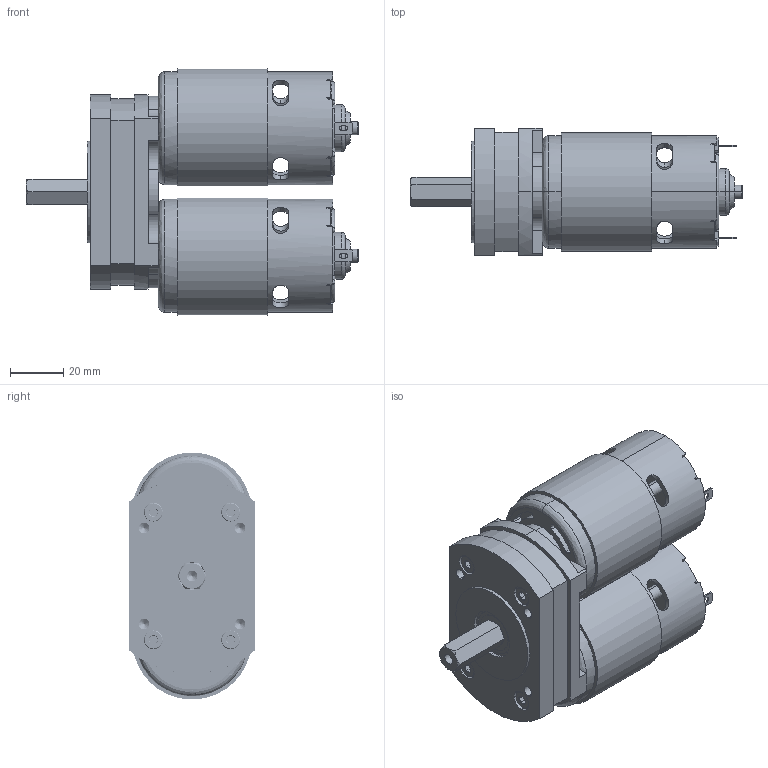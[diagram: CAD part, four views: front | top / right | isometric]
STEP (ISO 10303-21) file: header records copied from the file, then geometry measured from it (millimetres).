
FILE_DESCRIPTION (( 'STEP AP214' ), '1' );
FILE_NAME ('am-3986 Sport 2 Motor Gearbox With 375 Hex Shaft.STEP', '2019-01-08T21:40:52', ( '' ), ( '' ), 'SwSTEP 2.0', 'SolidWorks 2018', '' );
FILE_SCHEMA (( 'AUTOMOTIVE_DESIGN' ));
Length unit declared in the file: inch
Products named in the file (11): am-3986 Sport 2 Motor Gearbox With 375 Hex Shaft; 52T 0.7MOD .3125h; Motor plate; output plate; 775 RedLine; am-3784 - RS-700 Motor Pinion Gear; 608-2Z 8mm bearing McM 5972K501_5972K501; R6ZZ Bearing McM 60355K450_60355K45; Retaining Ring 375 McM 97633A170_97633A170_grv; SHCS M4-0.7 x 25 - McM 91290A176_91290A176; am-3989 2 Motor Sport 375 Hex Output Shaft
Assembly tree (15 placements, depth 2):
  am-3986 Sport 2 Motor Gearbox With 375 Hex Shaft
    52T 0.7MOD .3125h
    Motor plate
    output plate
    775 RedLine  x2
    am-3784 - RS-700 Motor Pinion Gear  x2
    608-2Z 8mm bearing McM 5972K501_5972K501
    R6ZZ Bearing McM 60355K450_60355K45
    Retaining Ring 375 McM 97633A170_97633A170_grv
    SHCS M4-0.7 x 25 - McM 91290A176_91290A176  x4
    am-3989 2 Motor Sport 375 Hex Output Shaft
Bounding box: 124.53 x 47.62 x 92.5 mm (x, y, z)
Volume: 162262.8 mm3; surface area: 86435.3 mm2
Topology: 43 solids, 59 shells, 2414 faces, 6596 edges, 4307 vertices
Faces by surface type: cylinder 1446, plane 438, cone 234, bspline 206, sphere 52, torus 38
Entity records: 55601 total; most frequent: CARTESIAN_POINT 17145, ORIENTED_EDGE 7258, DIRECTION 6927, EDGE_CURVE 3629, AXIS2_PLACEMENT_3D 2777, VERTEX_POINT 2386, EDGE_LOOP 1525, CIRCLE 1473
